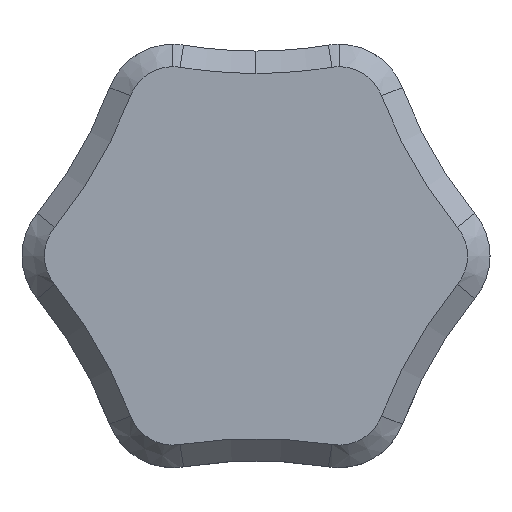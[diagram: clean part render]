
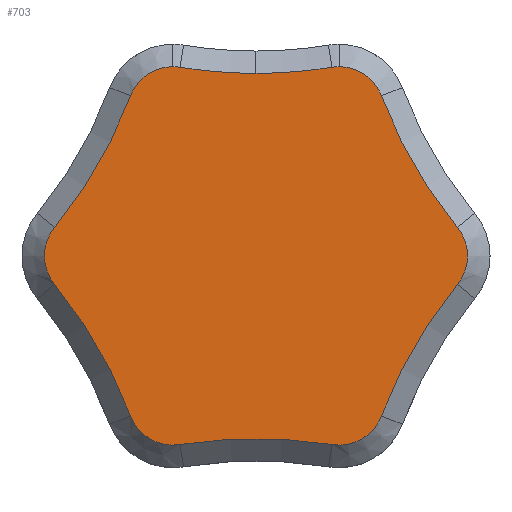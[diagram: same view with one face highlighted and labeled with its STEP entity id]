
A CAD part, top view. The second image highlights one B-rep face of the part: STEP entity #703.
In plain terms, the highlighted face is planar.
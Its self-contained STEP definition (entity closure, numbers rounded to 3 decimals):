
#16 = CIRCLE ( 'NONE', #2029, 2. ) ;
#35 = DIRECTION ( 'NONE',  ( 0., 0., 1. ) ) ;
#50 = VERTEX_POINT ( 'NONE', #630 ) ;
#54 = CARTESIAN_POINT ( 'NONE',  ( 39.552, 11.878, -39.557 ) ) ;
#73 = DIRECTION ( 'NONE',  ( 0., -1., 0. ) ) ;
#171 = EDGE_CURVE ( 'NONE', #369, #3563, #3233, .T. ) ;
#203 = AXIS2_PLACEMENT_3D ( 'NONE', #1348, #2034, #2021 ) ;
#219 = DIRECTION ( 'NONE',  ( 0., 0., 1. ) ) ;
#249 = EDGE_CURVE ( 'NONE', #3563, #3144, #2957, .T. ) ;
#257 = AXIS2_PLACEMENT_3D ( 'NONE', #2107, #1618, #3674 ) ;
#310 = AXIS2_PLACEMENT_3D ( 'NONE', #320, #2511, #663 ) ;
#320 = CARTESIAN_POINT ( 'NONE',  ( 43.272, 11.878, -62.254 ) ) ;
#367 = DIRECTION ( 'NONE',  ( 0., 0., 1. ) ) ;
#369 = VERTEX_POINT ( 'NONE', #3162 ) ;
#488 = EDGE_CURVE ( 'NONE', #2705, #3137, #2341, .T. ) ;
#496 = EDGE_CURVE ( 'NONE', #3144, #3672, #2568, .T. ) ;
#518 = EDGE_CURVE ( 'NONE', #1867, #2535, #1861, .T. ) ;
#547 = AXIS2_PLACEMENT_3D ( 'NONE', #54, #745, #367 ) ;
#563 = CIRCLE ( 'NONE', #3398, 21. ) ;
#565 = CARTESIAN_POINT ( 'NONE',  ( 68.508, 11.878, -18.543 ) ) ;
#567 = DIRECTION ( 'NONE',  ( 0., 0., 1. ) ) ;
#585 = ORIENTED_EDGE ( 'NONE', *, *, #2884, .T. ) ;
#630 = CARTESIAN_POINT ( 'NONE',  ( 43.272, 11.878, -41.254 ) ) ;
#648 = EDGE_CURVE ( 'NONE', #50, #369, #1999, .T. ) ;
#663 = DIRECTION ( 'NONE',  ( 0., 0., 1. ) ) ;
#703 = ADVANCED_FACE ( 'NONE', ( #2519 ), #3155, .T. ) ;
#745 = DIRECTION ( 'NONE',  ( 0., 1., 0. ) ) ;
#816 = VERTEX_POINT ( 'NONE', #957 ) ;
#841 = ORIENTED_EDGE ( 'NONE', *, *, #3056, .T. ) ;
#845 = AXIS2_PLACEMENT_3D ( 'NONE', #1076, #1637, #1383 ) ;
#862 = CARTESIAN_POINT ( 'NONE',  ( 43.272, 11.878, -3.973 ) ) ;
#883 = CIRCLE ( 'NONE', #1763, 21. ) ;
#909 = ORIENTED_EDGE ( 'NONE', *, *, #2315, .T. ) ;
#929 = CARTESIAN_POINT ( 'NONE',  ( 48.863, 11.878, -40.263 ) ) ;
#956 = ORIENTED_EDGE ( 'NONE', *, *, #648, .T. ) ;
#957 = CARTESIAN_POINT ( 'NONE',  ( 46.668, 11.878, -24.696 ) ) ;
#1060 = ORIENTED_EDGE ( 'NONE', *, *, #3904, .T. ) ;
#1076 = CARTESIAN_POINT ( 'NONE',  ( 39.552, 11.878, -39.557 ) ) ;
#1124 = CARTESIAN_POINT ( 'NONE',  ( 34.284, 11.878, -31.846 ) ) ;
#1200 = DIRECTION ( 'NONE',  ( 0., 1., 0. ) ) ;
#1301 = CIRCLE ( 'NONE', #3941, 2. ) ;
#1337 = EDGE_CURVE ( 'NONE', #2769, #3700, #1486, .T. ) ;
#1348 = CARTESIAN_POINT ( 'NONE',  ( 43.272, 11.878, -33.113 ) ) ;
#1383 = DIRECTION ( 'NONE',  ( 0., 0., 1. ) ) ;
#1406 = CARTESIAN_POINT ( 'NONE',  ( 18.035, 11.878, -18.543 ) ) ;
#1415 = CIRCLE ( 'NONE', #1482, 2. ) ;
#1445 = DIRECTION ( 'NONE',  ( 0., 0., 1. ) ) ;
#1482 = AXIS2_PLACEMENT_3D ( 'NONE', #3831, #2636, #1445 ) ;
#1486 = CIRCLE ( 'NONE', #2481, 2. ) ;
#1559 = CARTESIAN_POINT ( 'NONE',  ( 52.26, 11.878, -34.38 ) ) ;
#1564 = VERTEX_POINT ( 'NONE', #2780 ) ;
#1607 = DIRECTION ( 'NONE',  ( 0., 1., 0. ) ) ;
#1618 = DIRECTION ( 'NONE',  ( 0., -1., 0. ) ) ;
#1630 = DIRECTION ( 'NONE',  ( 0., 0., 1. ) ) ;
#1637 = DIRECTION ( 'NONE',  ( 0., 1., 0. ) ) ;
#1713 = DIRECTION ( 'NONE',  ( 0., 0., 1. ) ) ;
#1763 = AXIS2_PLACEMENT_3D ( 'NONE', #1406, #3884, #1713 ) ;
#1765 = DIRECTION ( 'NONE',  ( 0., 1., 0. ) ) ;
#1780 = ORIENTED_EDGE ( 'NONE', *, *, #2916, .T. ) ;
#1795 = CARTESIAN_POINT ( 'NONE',  ( 39.875, 11.878, -24.696 ) ) ;
#1811 = ORIENTED_EDGE ( 'NONE', *, *, #3820, .T. ) ;
#1835 = AXIS2_PLACEMENT_3D ( 'NONE', #3781, #73, #3476 ) ;
#1850 = EDGE_CURVE ( 'NONE', #1564, #50, #3099, .T. ) ;
#1861 = CIRCLE ( 'NONE', #2946, 2. ) ;
#1867 = VERTEX_POINT ( 'NONE', #2499 ) ;
#1973 = VERTEX_POINT ( 'NONE', #1559 ) ;
#1999 = CIRCLE ( 'NONE', #3965, 21. ) ;
#2020 = ORIENTED_EDGE ( 'NONE', *, *, #249, .T. ) ;
#2021 = DIRECTION ( 'NONE',  ( 0., 0., 1. ) ) ;
#2029 = AXIS2_PLACEMENT_3D ( 'NONE', #3803, #2253, #3182 ) ;
#2034 = DIRECTION ( 'NONE',  ( 0., 1., 0. ) ) ;
#2042 = CARTESIAN_POINT ( 'NONE',  ( 46.992, 11.878, -26.67 ) ) ;
#2065 = CARTESIAN_POINT ( 'NONE',  ( 46.992, 11.878, -39.557 ) ) ;
#2107 = CARTESIAN_POINT ( 'NONE',  ( 18.035, 11.878, -47.684 ) ) ;
#2164 = VERTEX_POINT ( 'NONE', #1124 ) ;
#2250 = CARTESIAN_POINT ( 'NONE',  ( 39.552, 11.878, -41.557 ) ) ;
#2253 = DIRECTION ( 'NONE',  ( 0., 1., 0. ) ) ;
#2315 = EDGE_CURVE ( 'NONE', #3700, #1564, #1301, .T. ) ;
#2341 = CIRCLE ( 'NONE', #3492, 21. ) ;
#2342 = DIRECTION ( 'NONE',  ( 0., 0., 1. ) ) ;
#2361 = CARTESIAN_POINT ( 'NONE',  ( 37.681, 11.878, -40.263 ) ) ;
#2363 = EDGE_CURVE ( 'NONE', #2535, #816, #563, .T. ) ;
#2454 = ORIENTED_EDGE ( 'NONE', *, *, #488, .T. ) ;
#2479 = ORIENTED_EDGE ( 'NONE', *, *, #496, .T. ) ;
#2481 = AXIS2_PLACEMENT_3D ( 'NONE', #2065, #1200, #219 ) ;
#2499 = CARTESIAN_POINT ( 'NONE',  ( 37.681, 11.878, -25.963 ) ) ;
#2511 = DIRECTION ( 'NONE',  ( 0., -1., 0. ) ) ;
#2519 = FACE_OUTER_BOUND ( 'NONE', #3342, .T. ) ;
#2525 = ORIENTED_EDGE ( 'NONE', *, *, #1337, .T. ) ;
#2535 = VERTEX_POINT ( 'NONE', #1795 ) ;
#2545 = CIRCLE ( 'NONE', #3860, 2. ) ;
#2564 = DIRECTION ( 'NONE',  ( 0., -1., 0. ) ) ;
#2568 = CIRCLE ( 'NONE', #257, 21. ) ;
#2576 = CARTESIAN_POINT ( 'NONE',  ( 43.272, 11.878, -62.254 ) ) ;
#2592 = ORIENTED_EDGE ( 'NONE', *, *, #2363, .T. ) ;
#2636 = DIRECTION ( 'NONE',  ( 0., 1., 0. ) ) ;
#2684 = DIRECTION ( 'NONE',  ( 0., -1., 0. ) ) ;
#2705 = VERTEX_POINT ( 'NONE', #3640 ) ;
#2766 = CARTESIAN_POINT ( 'NONE',  ( 46.992, 11.878, -41.557 ) ) ;
#2769 = VERTEX_POINT ( 'NONE', #929 ) ;
#2780 = CARTESIAN_POINT ( 'NONE',  ( 46.668, 11.878, -41.53 ) ) ;
#2825 = ORIENTED_EDGE ( 'NONE', *, *, #171, .T. ) ;
#2884 = EDGE_CURVE ( 'NONE', #1973, #2769, #3705, .T. ) ;
#2916 = EDGE_CURVE ( 'NONE', #3137, #1973, #16, .T. ) ;
#2946 = AXIS2_PLACEMENT_3D ( 'NONE', #3688, #1607, #35 ) ;
#2957 = CIRCLE ( 'NONE', #845, 2. ) ;
#3028 = ORIENTED_EDGE ( 'NONE', *, *, #1850, .T. ) ;
#3056 = EDGE_CURVE ( 'NONE', #2164, #1867, #883, .T. ) ;
#3099 = CIRCLE ( 'NONE', #310, 21. ) ;
#3137 = VERTEX_POINT ( 'NONE', #3542 ) ;
#3144 = VERTEX_POINT ( 'NONE', #2361 ) ;
#3155 = PLANE ( 'NONE',  #203 ) ;
#3162 = CARTESIAN_POINT ( 'NONE',  ( 39.875, 11.878, -41.53 ) ) ;
#3182 = DIRECTION ( 'NONE',  ( 0., 0., 1. ) ) ;
#3228 = CARTESIAN_POINT ( 'NONE',  ( 46.992, 11.878, -39.557 ) ) ;
#3233 = CIRCLE ( 'NONE', #547, 2. ) ;
#3342 = EDGE_LOOP ( 'NONE', ( #2525, #909, #3028, #956, #2825, #2020, #2479, #1060, #841, #3625, #2592, #1811, #2454, #1780, #585 ) ) ;
#3398 = AXIS2_PLACEMENT_3D ( 'NONE', #862, #2684, #567 ) ;
#3401 = DIRECTION ( 'NONE',  ( 0., 0., 1. ) ) ;
#3476 = DIRECTION ( 'NONE',  ( 0., 0., 1. ) ) ;
#3492 = AXIS2_PLACEMENT_3D ( 'NONE', #565, #3704, #3401 ) ;
#3532 = DIRECTION ( 'NONE',  ( 0., 1., 0. ) ) ;
#3542 = CARTESIAN_POINT ( 'NONE',  ( 52.26, 11.878, -31.846 ) ) ;
#3563 = VERTEX_POINT ( 'NONE', #2250 ) ;
#3625 = ORIENTED_EDGE ( 'NONE', *, *, #518, .T. ) ;
#3640 = CARTESIAN_POINT ( 'NONE',  ( 48.863, 11.878, -25.963 ) ) ;
#3672 = VERTEX_POINT ( 'NONE', #3971 ) ;
#3674 = DIRECTION ( 'NONE',  ( 0., 0., 1. ) ) ;
#3688 = CARTESIAN_POINT ( 'NONE',  ( 39.552, 11.878, -26.67 ) ) ;
#3700 = VERTEX_POINT ( 'NONE', #2766 ) ;
#3704 = DIRECTION ( 'NONE',  ( 0., -1., 0. ) ) ;
#3705 = CIRCLE ( 'NONE', #1835, 21. ) ;
#3781 = CARTESIAN_POINT ( 'NONE',  ( 68.508, 11.878, -47.684 ) ) ;
#3803 = CARTESIAN_POINT ( 'NONE',  ( 50.712, 11.878, -33.113 ) ) ;
#3820 = EDGE_CURVE ( 'NONE', #816, #2705, #2545, .T. ) ;
#3831 = CARTESIAN_POINT ( 'NONE',  ( 35.832, 11.878, -33.113 ) ) ;
#3860 = AXIS2_PLACEMENT_3D ( 'NONE', #2042, #1765, #3894 ) ;
#3884 = DIRECTION ( 'NONE',  ( 0., -1., 0. ) ) ;
#3894 = DIRECTION ( 'NONE',  ( 0., 0., 1. ) ) ;
#3904 = EDGE_CURVE ( 'NONE', #3672, #2164, #1415, .T. ) ;
#3941 = AXIS2_PLACEMENT_3D ( 'NONE', #3228, #3532, #2342 ) ;
#3965 = AXIS2_PLACEMENT_3D ( 'NONE', #2576, #2564, #1630 ) ;
#3971 = CARTESIAN_POINT ( 'NONE',  ( 34.284, 11.878, -34.38 ) ) ;
